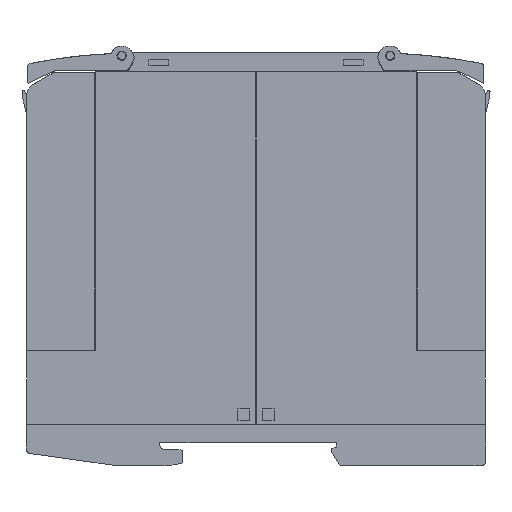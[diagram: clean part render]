
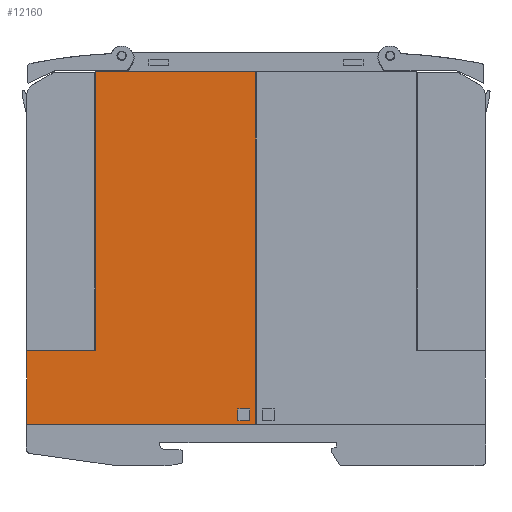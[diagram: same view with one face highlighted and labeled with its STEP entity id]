
A CAD part, left-side view. The second image highlights one B-rep face of the part: STEP entity #12160.
In plain terms, the highlighted planar face has unit normal (-1, 0, 0).
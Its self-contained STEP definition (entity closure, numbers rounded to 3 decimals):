
#12160=ADVANCED_FACE('',(#31915,#31916),#31917,.T.);
#14354=VERTEX_POINT('',#34153);
#14360=VERTEX_POINT('',#34159);
#14362=EDGE_CURVE('',#14360,#14354,#34161,.T.);
#14406=VERTEX_POINT('',#34205);
#14408=EDGE_CURVE('',#14406,#14360,#34207,.T.);
#26494=VERTEX_POINT('',#46293);
#26498=VERTEX_POINT('',#46297);
#26500=EDGE_CURVE('',#26498,#26494,#46299,.T.);
#26728=VERTEX_POINT('',#46527);
#26732=VERTEX_POINT('',#46531);
#26734=EDGE_CURVE('',#26732,#26728,#46533,.T.);
#26746=VERTEX_POINT('',#46545);
#26750=EDGE_CURVE('',#26728,#26746,#46549,.T.);
#26766=VERTEX_POINT('',#46565);
#26768=EDGE_CURVE('',#26766,#26498,#46567,.T.);
#26780=VERTEX_POINT('',#46579);
#26782=EDGE_CURVE('',#26780,#26732,#46581,.T.);
#26788=EDGE_CURVE('',#26746,#26780,#46587,.T.);
#26792=EDGE_CURVE('',#26766,#14354,#46591,.T.);
#26796=EDGE_CURVE('',#26494,#14406,#46595,.T.);
#31915=FACE_OUTER_BOUND('',#51704,.T.);
#31916=FACE_BOUND('',#51705,.T.);
#31917=PLANE('',#51706);
#34153=CARTESIAN_POINT('',(0.0,100.899,25.101));
#34159=CARTESIAN_POINT('',(0.0,85.799,25.101));
#34161=LINE('',#55488,#55489);
#34205=CARTESIAN_POINT('',(0.0,85.799,85.801));
#34207=LINE('',#55558,#55559);
#46293=CARTESIAN_POINT('',(0.0,50.999,85.801));
#46297=CARTESIAN_POINT('',(0.0,50.999,9.001));
#46299=LINE('',#74949,#74950);
#46527=CARTESIAN_POINT('',(0.0,54.899,9.801));
#46531=CARTESIAN_POINT('',(0.0,52.299,9.801));
#46533=LINE('',#75319,#75320);
#46545=CARTESIAN_POINT('',(0.0,54.899,12.401));
#46549=LINE('',#75347,#75348);
#46565=CARTESIAN_POINT('',(0.0,100.899,9.001));
#46567=LINE('',#75375,#75376);
#46579=CARTESIAN_POINT('',(0.0,52.299,12.401));
#46581=LINE('',#75397,#75398);
#46587=LINE('',#75409,#75410);
#46591=LINE('',#75417,#75418);
#46595=LINE('',#75425,#75426);
#51704=EDGE_LOOP('',(#90803,#90804,#90805,#90806,#90807,#90808));
#51705=EDGE_LOOP('',(#90809,#90810,#90811,#90812));
#51706=AXIS2_PLACEMENT_3D('',#90813,#90814,#90815);
#55488=CARTESIAN_POINT('',(0.0,72.199,25.101));
#55489=VECTOR('',#92058,1.0);
#55558=CARTESIAN_POINT('',(0.0,85.799,32.226));
#55559=VECTOR('',#92070,1.0);
#74949=CARTESIAN_POINT('',(0.0,50.999,9.001));
#74950=VECTOR('',#96802,1.0);
#75319=CARTESIAN_POINT('',(0.0,52.299,9.801));
#75320=VECTOR('',#96870,1.0);
#75347=CARTESIAN_POINT('',(0.0,54.899,10.051));
#75348=VECTOR('',#96876,1.0);
#75375=CARTESIAN_POINT('',(0.0,100.899,9.001));
#75376=VECTOR('',#96881,1.0);
#75397=CARTESIAN_POINT('',(0.0,52.299,10.051));
#75398=VECTOR('',#96885,1.0);
#75409=CARTESIAN_POINT('',(0.0,52.299,12.401));
#75410=VECTOR('',#96888,1.0);
#75417=CARTESIAN_POINT('',(0.0,100.899,9.001));
#75418=VECTOR('',#96890,1.0);
#75425=CARTESIAN_POINT('',(0.0,100.899,85.801));
#75426=VECTOR('',#96892,1.0);
#90803=ORIENTED_EDGE('',*,*,#14362,.T.);
#90804=ORIENTED_EDGE('',*,*,#26792,.F.);
#90805=ORIENTED_EDGE('',*,*,#26768,.T.);
#90806=ORIENTED_EDGE('',*,*,#26500,.T.);
#90807=ORIENTED_EDGE('',*,*,#26796,.T.);
#90808=ORIENTED_EDGE('',*,*,#14408,.T.);
#90809=ORIENTED_EDGE('',*,*,#26782,.T.);
#90810=ORIENTED_EDGE('',*,*,#26734,.T.);
#90811=ORIENTED_EDGE('',*,*,#26750,.T.);
#90812=ORIENTED_EDGE('',*,*,#26788,.T.);
#90813=CARTESIAN_POINT('',(0.0,50.999,9.001));
#90814=DIRECTION('',(-1.0,0.0,0.0));
#90815=DIRECTION('',(0.0,1.0,0.0));
#92058=DIRECTION('',(0.0,1.0,0.0));
#92070=DIRECTION('',(0.0,0.0,-1.0));
#96802=DIRECTION('',(0.0,0.0,1.0));
#96870=DIRECTION('',(0.0,1.0,0.0));
#96876=DIRECTION('',(0.0,0.0,1.0));
#96881=DIRECTION('',(0.0,-1.0,0.0));
#96885=DIRECTION('',(0.0,0.0,-1.0));
#96888=DIRECTION('',(0.0,-1.0,0.0));
#96890=DIRECTION('',(0.0,0.0,1.0));
#96892=DIRECTION('',(0.0,1.0,0.0));
